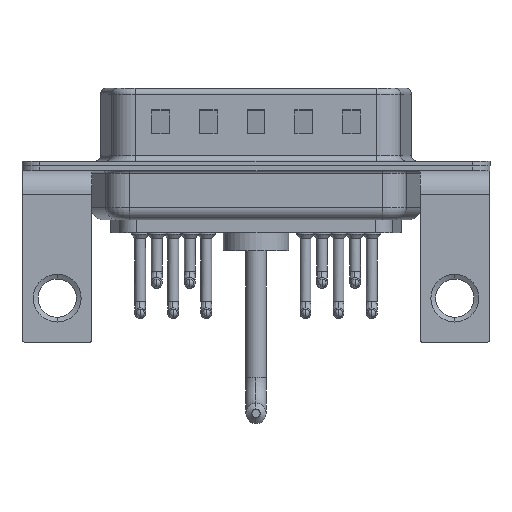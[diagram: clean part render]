
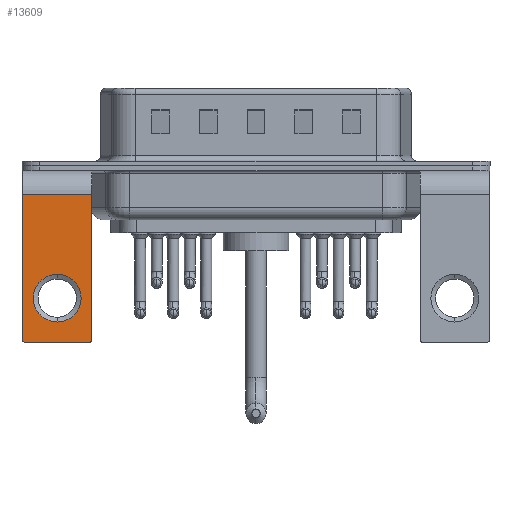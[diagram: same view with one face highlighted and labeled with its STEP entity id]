
A CAD part, front view. The second image highlights one B-rep face of the part: STEP entity #13609.
In plain terms, the highlighted planar face has unit normal (0, -1, 0).
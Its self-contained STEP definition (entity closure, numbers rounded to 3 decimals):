
#249 = CARTESIAN_POINT ( 'NONE',  ( 2.9, -6.25, -2.4 ) ) ;
#446 = CARTESIAN_POINT ( 'NONE',  ( 0., -6.25, -13.07 ) ) ;
#711 = CARTESIAN_POINT ( 'NONE',  ( 2.9, -6.25, -2.4 ) ) ;
#846 = PLANE ( 'NONE',  #19888 ) ;
#879 = EDGE_LOOP ( 'NONE', ( #6832, #7222 ) ) ;
#1050 = AXIS2_PLACEMENT_3D ( 'NONE', #15590, #20589, #8418 ) ;
#1071 = EDGE_CURVE ( 'NONE', #21076, #10217, #16252, .T. ) ;
#1344 = ORIENTED_EDGE ( 'NONE', *, *, #8449, .T. ) ;
#1626 = EDGE_CURVE ( 'NONE', #21109, #6653, #17927, .T. ) ;
#2217 = VECTOR ( 'NONE', #14391, 1000. ) ;
#2590 = FACE_OUTER_BOUND ( 'NONE', #22330, .T. ) ;
#2671 = DIRECTION ( 'NONE',  ( 0., 0., 1. ) ) ;
#3014 = CARTESIAN_POINT ( 'NONE',  ( -2.9, -6.25, -2.4 ) ) ;
#3620 = DIRECTION ( 'NONE',  ( 0., 1., 0. ) ) ;
#3856 = CIRCLE ( 'NONE', #14731, 2. ) ;
#4141 = VECTOR ( 'NONE', #16771, 1000. ) ;
#5370 = AXIS2_PLACEMENT_3D ( 'NONE', #15240, #11721, #2671 ) ;
#5419 = DIRECTION ( 'NONE',  ( 0., 0., -1. ) ) ;
#5909 = ORIENTED_EDGE ( 'NONE', *, *, #1626, .F. ) ;
#6058 = VERTEX_POINT ( 'NONE', #249 ) ;
#6235 = ORIENTED_EDGE ( 'NONE', *, *, #16431, .T. ) ;
#6501 = VERTEX_POINT ( 'NONE', #446 ) ;
#6653 = VERTEX_POINT ( 'NONE', #9579 ) ;
#6832 = ORIENTED_EDGE ( 'NONE', *, *, #22324, .T. ) ;
#7181 = VERTEX_POINT ( 'NONE', #13238 ) ;
#7222 = ORIENTED_EDGE ( 'NONE', *, *, #16232, .T. ) ;
#8337 = CARTESIAN_POINT ( 'NONE',  ( 2.9, -6.25, -2.4 ) ) ;
#8418 = DIRECTION ( 'NONE',  ( 0., 0., 1. ) ) ;
#8449 = EDGE_CURVE ( 'NONE', #6058, #21076, #22262, .T. ) ;
#8479 = ORIENTED_EDGE ( 'NONE', *, *, #15299, .T. ) ;
#8764 = CARTESIAN_POINT ( 'NONE',  ( 2.65, -6.25, -14.8 ) ) ;
#8930 = LINE ( 'NONE', #17970, #10616 ) ;
#9055 = CIRCLE ( 'NONE', #12454, 0.25 ) ;
#9579 = CARTESIAN_POINT ( 'NONE',  ( -2.65, -6.25, -14.8 ) ) ;
#9881 = DIRECTION ( 'NONE',  ( 0., 0., 1. ) ) ;
#9983 = DIRECTION ( 'NONE',  ( 0., 1., 0. ) ) ;
#10217 = VERTEX_POINT ( 'NONE', #11904 ) ;
#10386 = EDGE_CURVE ( 'NONE', #6058, #7181, #8930, .T. ) ;
#10616 = VECTOR ( 'NONE', #5419, 1000. ) ;
#10782 = DIRECTION ( 'NONE',  ( 0., 0., 1. ) ) ;
#10909 = VERTEX_POINT ( 'NONE', #16062 ) ;
#11086 = DIRECTION ( 'NONE',  ( 0., -1., 0. ) ) ;
#11721 = DIRECTION ( 'NONE',  ( 0., -1., 0. ) ) ;
#11904 = CARTESIAN_POINT ( 'NONE',  ( -2.9, -6.25, -14.55 ) ) ;
#12454 = AXIS2_PLACEMENT_3D ( 'NONE', #13293, #11086, #9881 ) ;
#12887 = CARTESIAN_POINT ( 'NONE',  ( 2.9, -6.25, -14.8 ) ) ;
#13238 = CARTESIAN_POINT ( 'NONE',  ( 2.9, -6.25, -14.55 ) ) ;
#13293 = CARTESIAN_POINT ( 'NONE',  ( -2.65, -6.25, -14.55 ) ) ;
#13609 = ADVANCED_FACE ( 'NONE', ( #15391, #2590 ), #846, .F. ) ;
#14391 = DIRECTION ( 'NONE',  ( 0., 0., -1. ) ) ;
#14414 = DIRECTION ( 'NONE',  ( -1., 0., 0. ) ) ;
#14731 = AXIS2_PLACEMENT_3D ( 'NONE', #19676, #3620, #10782 ) ;
#15240 = CARTESIAN_POINT ( 'NONE',  ( 2.65, -6.25, -14.55 ) ) ;
#15299 = EDGE_CURVE ( 'NONE', #10217, #6653, #9055, .T. ) ;
#15390 = ORIENTED_EDGE ( 'NONE', *, *, #10386, .F. ) ;
#15391 = FACE_BOUND ( 'NONE', #879, .T. ) ;
#15503 = CIRCLE ( 'NONE', #5370, 0.25 ) ;
#15590 = CARTESIAN_POINT ( 'NONE',  ( 0., -6.25, -11.07 ) ) ;
#16062 = CARTESIAN_POINT ( 'NONE',  ( 0., -6.25, -9.07 ) ) ;
#16232 = EDGE_CURVE ( 'NONE', #10909, #6501, #3856, .T. ) ;
#16252 = LINE ( 'NONE', #23139, #2217 ) ;
#16431 = EDGE_CURVE ( 'NONE', #21109, #7181, #15503, .T. ) ;
#16771 = DIRECTION ( 'NONE',  ( -1., 0., 0. ) ) ;
#17251 = ORIENTED_EDGE ( 'NONE', *, *, #1071, .T. ) ;
#17927 = LINE ( 'NONE', #12887, #21711 ) ;
#17970 = CARTESIAN_POINT ( 'NONE',  ( 2.9, -6.25, -2.4 ) ) ;
#19676 = CARTESIAN_POINT ( 'NONE',  ( 0., -6.25, -11.07 ) ) ;
#19888 = AXIS2_PLACEMENT_3D ( 'NONE', #8337, #9983, #22504 ) ;
#20589 = DIRECTION ( 'NONE',  ( 0., 1., 0. ) ) ;
#21076 = VERTEX_POINT ( 'NONE', #3014 ) ;
#21109 = VERTEX_POINT ( 'NONE', #8764 ) ;
#21711 = VECTOR ( 'NONE', #14414, 1000. ) ;
#22262 = LINE ( 'NONE', #711, #4141 ) ;
#22324 = EDGE_CURVE ( 'NONE', #6501, #10909, #22730, .T. ) ;
#22330 = EDGE_LOOP ( 'NONE', ( #17251, #8479, #5909, #6235, #15390, #1344 ) ) ;
#22504 = DIRECTION ( 'NONE',  ( 0., 0., 1. ) ) ;
#22730 = CIRCLE ( 'NONE', #1050, 2. ) ;
#23139 = CARTESIAN_POINT ( 'NONE',  ( -2.9, -6.25, -2.4 ) ) ;
